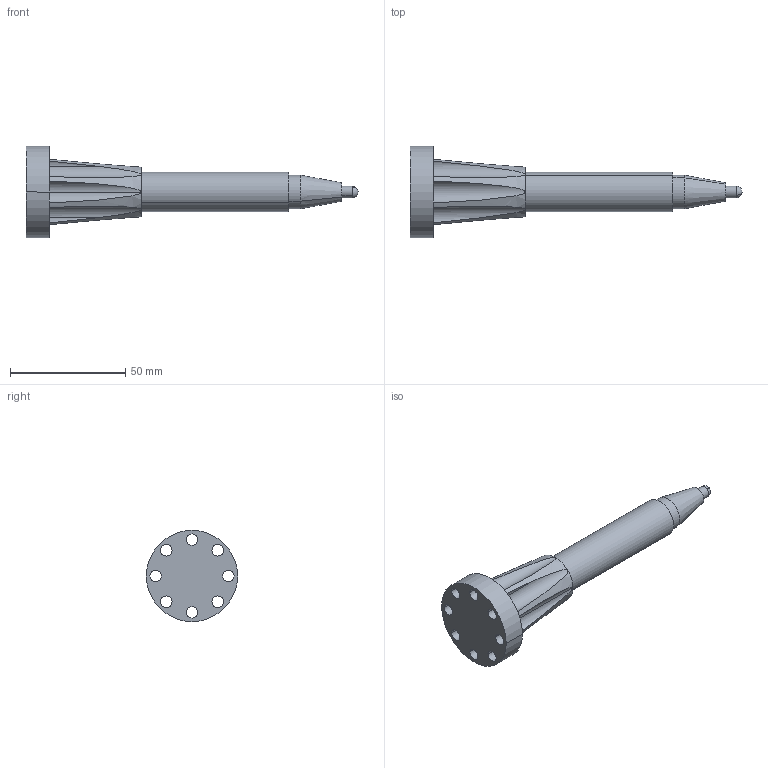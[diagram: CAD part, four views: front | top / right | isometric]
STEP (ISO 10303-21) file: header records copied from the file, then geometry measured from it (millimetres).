
FILE_DESCRIPTION (( 'STEP AP203' ), '1' );
FILE_NAME ('tool2.STEP', '2021-09-24T03:50:43', ( '' ), ( '' ), 'SwSTEP 2.0', 'SolidWorks 2019', '' );
FILE_SCHEMA (( 'CONFIG_CONTROL_DESIGN' ));
Length unit declared in the file: millimetre
Products named in the file (3): derj01; tool2; Flom
Assembly tree (2 placements, depth 2):
  tool2
    derj01
    Flom
Bounding box: 144 x 39.57 x 39.57 mm (x, y, z)
Volume: 44300.3 mm3; surface area: 17095.4 mm2
Topology: 2 solids, 2 shells, 59 faces, 142 edges, 90 vertices
Faces by surface type: cylinder 39, cone 10, plane 8, sphere 2
Entity records: 2478 total; most frequent: CARTESIAN_POINT 728, DIRECTION 339, ORIENTED_EDGE 280, AXIS2_PLACEMENT_3D 153, EDGE_CURVE 140, VERTEX_POINT 90, CIRCLE 89, EDGE_LOOP 80
